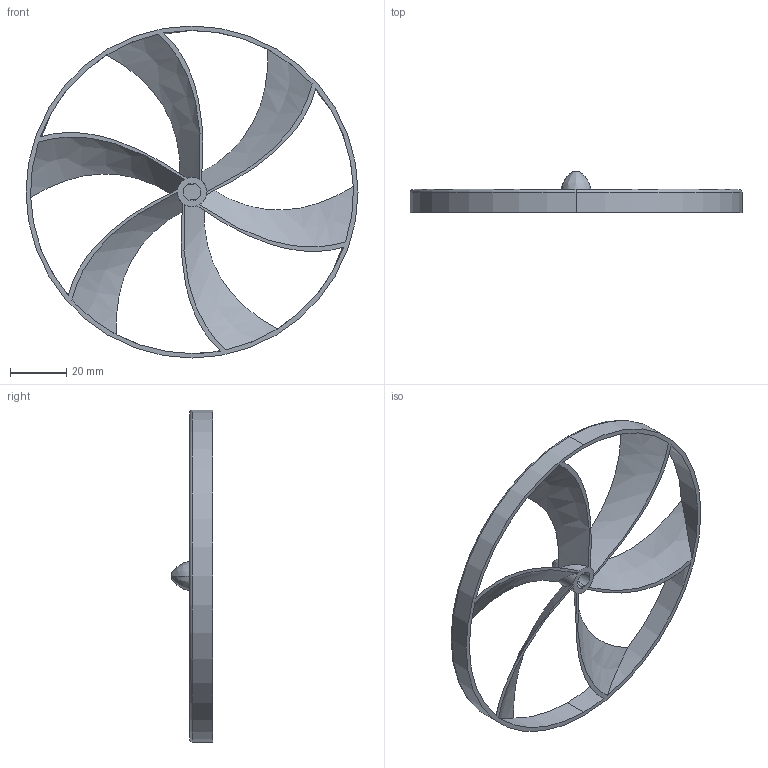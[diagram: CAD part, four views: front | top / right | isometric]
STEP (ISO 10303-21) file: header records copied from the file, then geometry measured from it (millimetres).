
FILE_DESCRIPTION (( 'STEP AP214' ), '1' );
FILE_NAME ('Propeller.STEP', '2025-10-27T22:05:47', ( '' ), ( '' ), 'SwSTEP 2.0', 'SolidWorks 2024', '' );
FILE_SCHEMA (( 'AUTOMOTIVE_DESIGN' ));
Length unit declared in the file: millimetre
Products named in the file (1): Propeller
Bounding box: 118.2 x 14.73 x 118.2 mm (x, y, z)
Volume: 9406.1 mm3; surface area: 17903.5 mm2
Topology: 1 solids, 1 shells, 55 faces, 147 edges, 89 vertices
Faces by surface type: cylinder 25, bspline 18, plane 8, torus 4
Entity records: 2551 total; most frequent: CARTESIAN_POINT 1306, ORIENTED_EDGE 294, DIRECTION 206, EDGE_CURVE 147, AXIS2_PLACEMENT_3D 97, VERTEX_POINT 89, B_SPLINE_CURVE_WITH_KNOTS 73, EDGE_LOOP 62
